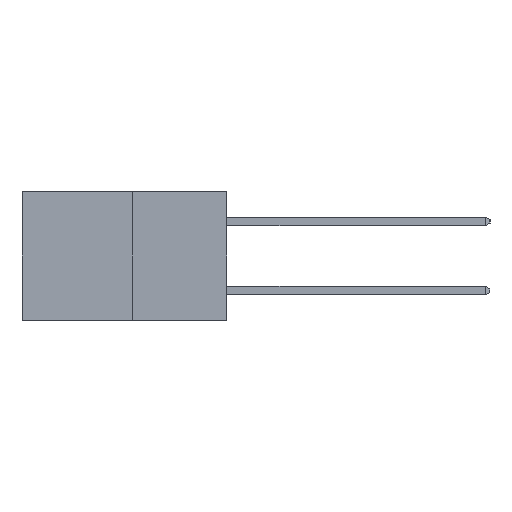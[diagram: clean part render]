
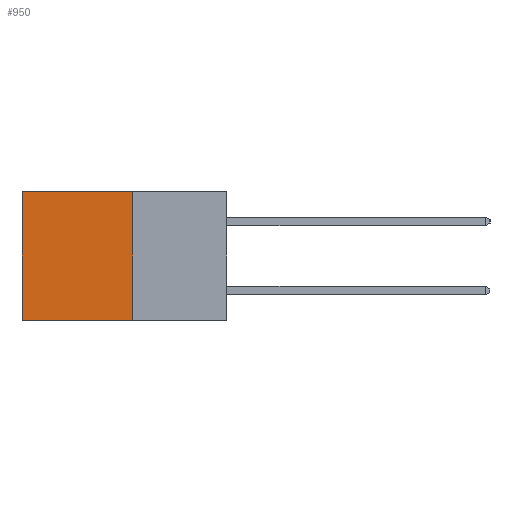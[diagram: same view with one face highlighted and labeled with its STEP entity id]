
A CAD part, left-side view. The second image highlights one B-rep face of the part: STEP entity #950.
In plain terms, the highlighted planar face has unit normal (-1, 0, 0).
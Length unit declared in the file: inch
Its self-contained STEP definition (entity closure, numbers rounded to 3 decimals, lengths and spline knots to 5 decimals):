
#25 = EDGE_CURVE ( 'NONE', #4906, #7085, #4301, .T. ) ;
#129 = EDGE_CURVE ( 'NONE', #7958, #453, #5779, .T. ) ;
#425 = CARTESIAN_POINT ( 'NONE',  ( 0.277, 0.27, 0. ) ) ;
#453 = VERTEX_POINT ( 'NONE', #7543 ) ;
#464 = PLANE ( 'NONE',  #907 ) ;
#774 = DIRECTION ( 'NONE',  ( 0., 0., -1. ) ) ;
#907 = AXIS2_PLACEMENT_3D ( 'NONE', #6974, #1860, #774 ) ;
#923 = VECTOR ( 'NONE', #1095, 39.37008 ) ;
#941 = FACE_OUTER_BOUND ( 'NONE', #2905, .T. ) ;
#950 = ADVANCED_FACE ( 'NONE', ( #941 ), #464, .F. ) ;
#1083 = VECTOR ( 'NONE', #6363, 39.37008 ) ;
#1095 = DIRECTION ( 'NONE',  ( 0., 0., -1. ) ) ;
#1436 = ORIENTED_EDGE ( 'NONE', *, *, #3994, .T. ) ;
#1463 = ORIENTED_EDGE ( 'NONE', *, *, #129, .F. ) ;
#1476 = ORIENTED_EDGE ( 'NONE', *, *, #1625, .F. ) ;
#1511 = ORIENTED_EDGE ( 'NONE', *, *, #25, .T. ) ;
#1625 = EDGE_CURVE ( 'NONE', #4906, #7958, #4819, .T. ) ;
#1860 = DIRECTION ( 'NONE',  ( 1., 0., 0. ) ) ;
#2234 = DIRECTION ( 'NONE',  ( 0., 1., 0. ) ) ;
#2680 = CARTESIAN_POINT ( 'NONE',  ( 0.277, 0.27, 0. ) ) ;
#2903 = LINE ( 'NONE', #6634, #1083 ) ;
#2905 = EDGE_LOOP ( 'NONE', ( #1436, #1463, #1476, #1511 ) ) ;
#3994 = EDGE_CURVE ( 'NONE', #7085, #453, #2903, .T. ) ;
#4287 = DIRECTION ( 'NONE',  ( 0., 1., 0. ) ) ;
#4301 = LINE ( 'NONE', #2680, #5898 ) ;
#4437 = CARTESIAN_POINT ( 'NONE',  ( 0.277, 0.27, -0.37 ) ) ;
#4819 = LINE ( 'NONE', #6119, #923 ) ;
#4906 = VERTEX_POINT ( 'NONE', #425 ) ;
#5404 = CARTESIAN_POINT ( 'NONE',  ( 0.277, 0.59, 0. ) ) ;
#5421 = CARTESIAN_POINT ( 'NONE',  ( 0.277, 0.27, -0.37 ) ) ;
#5779 = LINE ( 'NONE', #5421, #7539 ) ;
#5898 = VECTOR ( 'NONE', #2234, 39.37008 ) ;
#6119 = CARTESIAN_POINT ( 'NONE',  ( 0.277, 0.27, -0.37 ) ) ;
#6363 = DIRECTION ( 'NONE',  ( 0., 0., -1. ) ) ;
#6634 = CARTESIAN_POINT ( 'NONE',  ( 0.277, 0.59, -0.37 ) ) ;
#6974 = CARTESIAN_POINT ( 'NONE',  ( 0.277, 0.27, -0.37 ) ) ;
#7085 = VERTEX_POINT ( 'NONE', #5404 ) ;
#7539 = VECTOR ( 'NONE', #4287, 39.37008 ) ;
#7543 = CARTESIAN_POINT ( 'NONE',  ( 0.277, 0.59, -0.37 ) ) ;
#7958 = VERTEX_POINT ( 'NONE', #4437 ) ;
